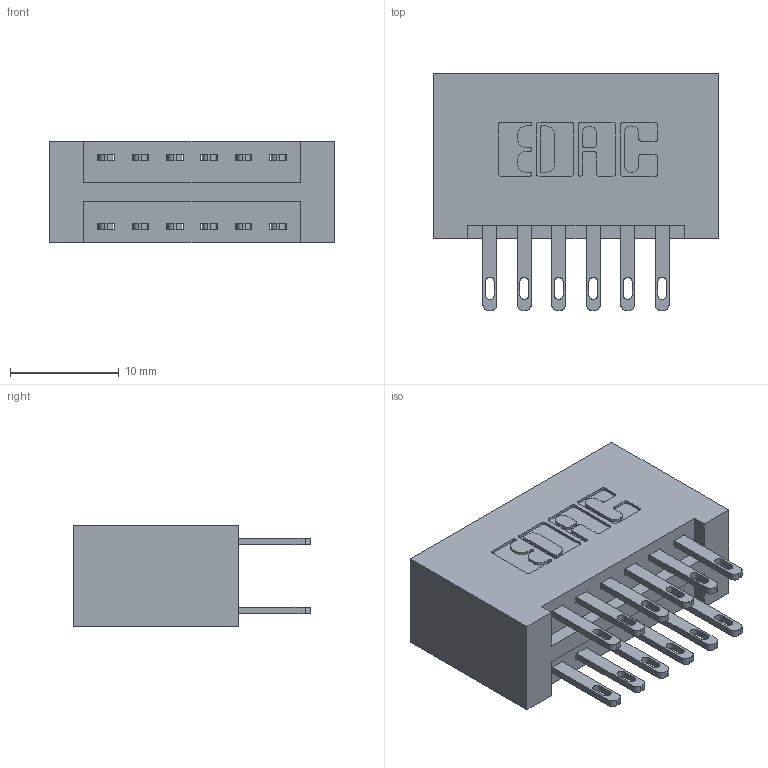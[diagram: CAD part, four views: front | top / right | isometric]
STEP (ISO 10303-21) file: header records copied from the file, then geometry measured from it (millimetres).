
FILE_DESCRIPTION (( 'STEP AP203' ), '1' );
FILE_NAME ('896-012-500-201.STEP', '2021-07-27T14:40:30', ( '' ), ( '' ), 'SwSTEP 2.0', 'SolidWorks 2020', '' );
FILE_SCHEMA (( 'CONFIG_CONTROL_DESIGN' ));
Length unit declared in the file: inch
Products named in the file (3): 846 Part_No Mounting Lugs; 896-012-500-201; 345-292-001_345-293-100
Assembly tree (13 placements, depth 2):
  896-012-500-201
    846 Part_No Mounting Lugs
    345-292-001_345-293-100  x12
Bounding box: 26.29 x 21.84 x 9.4 mm (x, y, z)
Volume: 2893.9 mm3; surface area: 3700.7 mm2
Topology: 13 solids, 13 shells, 690 faces, 2069 edges, 1378 vertices
Faces by surface type: plane 420, cylinder 270
Entity records: 8415 total; most frequent: CARTESIAN_POINT 1432, ORIENTED_EDGE 1366, DIRECTION 1311, EDGE_CURVE 683, VECTOR 531, LINE 531, VERTEX_POINT 454, AXIS2_PLACEMENT_3D 390
